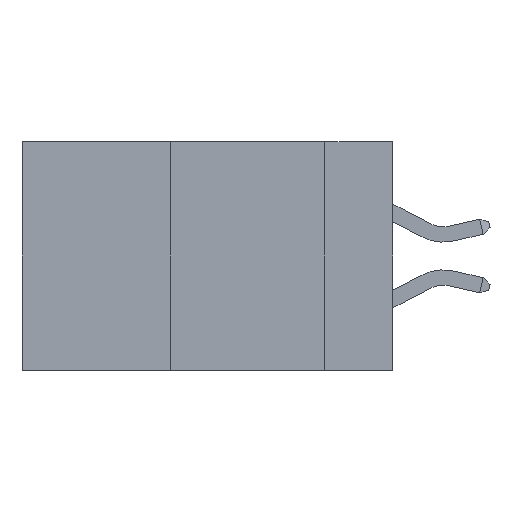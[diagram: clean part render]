
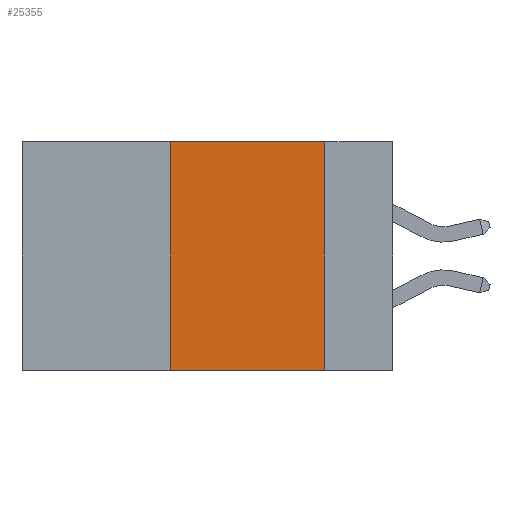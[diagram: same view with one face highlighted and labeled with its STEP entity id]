
A CAD part, left-side view. The second image highlights one B-rep face of the part: STEP entity #25355.
In plain terms, the highlighted planar face has unit normal (-1, 0, 0).
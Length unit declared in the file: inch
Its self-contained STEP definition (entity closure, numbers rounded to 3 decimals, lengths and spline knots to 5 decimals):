
#1475 = EDGE_CURVE ( 'NONE', #2406, #15828, #1619, .T. ) ;
#1619 = LINE ( 'NONE', #26516, #34312 ) ;
#2406 = VERTEX_POINT ( 'NONE', #21501 ) ;
#7766 = CARTESIAN_POINT ( 'NONE',  ( 0., 0.11, -0.37 ) ) ;
#9306 = VECTOR ( 'NONE', #15704, 39.37008 ) ;
#11041 = CARTESIAN_POINT ( 'NONE',  ( 0., 0.6, 0. ) ) ;
#11846 = EDGE_LOOP ( 'NONE', ( #35142, #37113, #14080, #40095 ) ) ;
#14080 = ORIENTED_EDGE ( 'NONE', *, *, #17289, .F. ) ;
#14148 = VECTOR ( 'NONE', #19522, 39.37008 ) ;
#14886 = VERTEX_POINT ( 'NONE', #30709 ) ;
#15704 = DIRECTION ( 'NONE',  ( 0., 0., -1. ) ) ;
#15828 = VERTEX_POINT ( 'NONE', #7766 ) ;
#15903 = EDGE_CURVE ( 'NONE', #34545, #14886, #21310, .T. ) ;
#17289 = EDGE_CURVE ( 'NONE', #2406, #34545, #22463, .T. ) ;
#17361 = DIRECTION ( 'NONE',  ( 0., 0., -1. ) ) ;
#19522 = DIRECTION ( 'NONE',  ( 0., 0., 1. ) ) ;
#21310 = LINE ( 'NONE', #27069, #28668 ) ;
#21501 = CARTESIAN_POINT ( 'NONE',  ( 0., 0.36, -0.37 ) ) ;
#21878 = CARTESIAN_POINT ( 'NONE',  ( 0., 0.11, 0. ) ) ;
#22463 = LINE ( 'NONE', #28842, #14148 ) ;
#23132 = FACE_OUTER_BOUND ( 'NONE', #11846, .T. ) ;
#25355 = ADVANCED_FACE ( 'NONE', ( #23132 ), #29866, .F. ) ;
#25691 = EDGE_CURVE ( 'NONE', #14886, #15828, #34373, .T. ) ;
#26516 = CARTESIAN_POINT ( 'NONE',  ( 0., 0.6, -0.37 ) ) ;
#27069 = CARTESIAN_POINT ( 'NONE',  ( 0., 0.6, 0. ) ) ;
#28668 = VECTOR ( 'NONE', #30233, 39.37008 ) ;
#28842 = CARTESIAN_POINT ( 'NONE',  ( 0., 0.36, 0. ) ) ;
#29675 = DIRECTION ( 'NONE',  ( 0., -1., 0. ) ) ;
#29866 = PLANE ( 'NONE',  #39660 ) ;
#30233 = DIRECTION ( 'NONE',  ( 0., -1., 0. ) ) ;
#30709 = CARTESIAN_POINT ( 'NONE',  ( 0., 0.11, 0. ) ) ;
#34312 = VECTOR ( 'NONE', #29675, 39.37008 ) ;
#34373 = LINE ( 'NONE', #21878, #9306 ) ;
#34545 = VERTEX_POINT ( 'NONE', #34647 ) ;
#34647 = CARTESIAN_POINT ( 'NONE',  ( 0., 0.36, 0. ) ) ;
#35142 = ORIENTED_EDGE ( 'NONE', *, *, #25691, .F. ) ;
#36154 = DIRECTION ( 'NONE',  ( 1., 0., 0. ) ) ;
#37113 = ORIENTED_EDGE ( 'NONE', *, *, #15903, .F. ) ;
#39660 = AXIS2_PLACEMENT_3D ( 'NONE', #11041, #36154, #17361 ) ;
#40095 = ORIENTED_EDGE ( 'NONE', *, *, #1475, .T. ) ;
